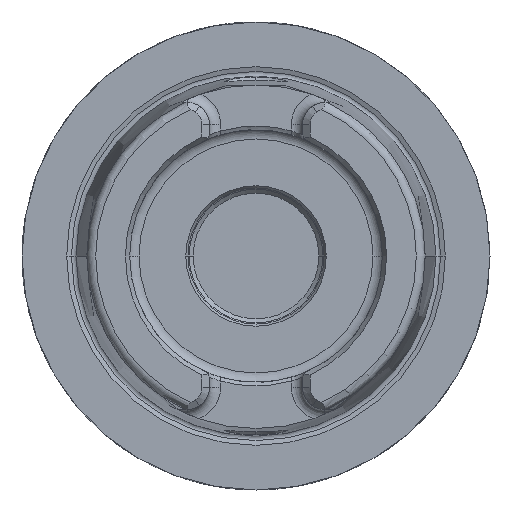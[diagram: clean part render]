
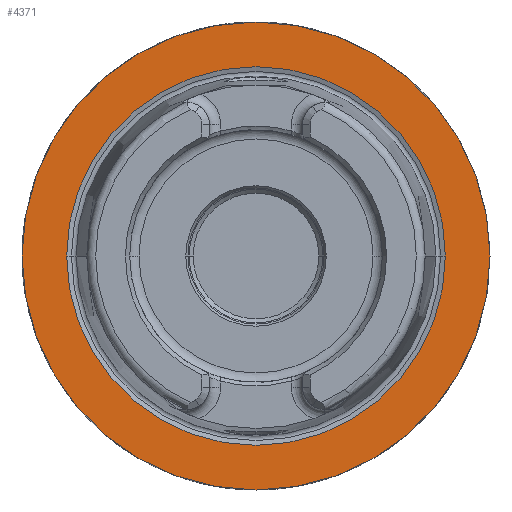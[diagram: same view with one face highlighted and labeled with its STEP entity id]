
A CAD part, left-side view. The second image highlights one B-rep face of the part: STEP entity #4371.
In plain terms, the highlighted planar face has unit normal (-1, 0, 0).
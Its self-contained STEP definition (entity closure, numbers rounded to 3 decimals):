
#1068=CARTESIAN_POINT('',(0.,0.,0.));
#1069=DIRECTION('',(1.,0.,0.));
#1070=DIRECTION('',(0.,1.,0.));
#1071=AXIS2_PLACEMENT_3D('',#1068,#1069,#1070);
#1073=CARTESIAN_POINT('',(0.,0.,0.));
#1074=DIRECTION('',(-1.,0.,0.));
#1075=DIRECTION('',(0.,1.,0.));
#1076=AXIS2_PLACEMENT_3D('',#1073,#1074,#1075);
#1078=CARTESIAN_POINT('',(0.,0.,0.));
#1079=DIRECTION('',(-1.,0.,0.));
#1080=DIRECTION('',(0.,-1.,0.));
#1081=AXIS2_PLACEMENT_3D('',#1078,#1079,#1080);
#1083=CARTESIAN_POINT('',(0.,0.,0.));
#1084=DIRECTION('',(-1.,0.,0.));
#1085=DIRECTION('',(0.,1.,0.));
#1086=AXIS2_PLACEMENT_3D('',#1083,#1084,#1085);
#2632=CARTESIAN_POINT('',(0.,31.5,0.));
#2633=CARTESIAN_POINT('',(0.,-31.5,0.));
#2634=VERTEX_POINT('',#2632);
#2635=VERTEX_POINT('',#2633);
#2660=CARTESIAN_POINT('',(0.,-25.49,0.));
#2661=VERTEX_POINT('',#2660);
#2662=CARTESIAN_POINT('',(0.,25.49,0.));
#2663=VERTEX_POINT('',#2662);
#4356=CARTESIAN_POINT('',(0.,0.,0.));
#4357=DIRECTION('',(1.,0.,0.));
#4358=DIRECTION('',(0.,-1.,0.));
#4359=AXIS2_PLACEMENT_3D('',#4356,#4357,#4358);
#4360=PLANE('',#4359);
#4362=ORIENTED_EDGE('',*,*,#4361,.T.);
#4364=ORIENTED_EDGE('',*,*,#4363,.F.);
#4365=EDGE_LOOP('',(#4362,#4364));
#4366=FACE_OUTER_BOUND('',#4365,.F.);
#4367=ORIENTED_EDGE('',*,*,#4351,.T.);
#4368=ORIENTED_EDGE('',*,*,#4335,.T.);
#4369=EDGE_LOOP('',(#4367,#4368));
#4370=FACE_BOUND('',#4369,.F.);
#4371=ADVANCED_FACE('',(#4366,#4370),#4360,.F.);
#1072=CIRCLE('',#1071,31.5);
#1077=CIRCLE('',#1076,31.5);
#1082=CIRCLE('',#1081,25.49);
#1087=CIRCLE('',#1086,25.49);
#4335=EDGE_CURVE('',#2663,#2661,#1087,.T.);
#4351=EDGE_CURVE('',#2661,#2663,#1082,.T.);
#4361=EDGE_CURVE('',#2634,#2635,#1072,.T.);
#4363=EDGE_CURVE('',#2634,#2635,#1077,.T.);
